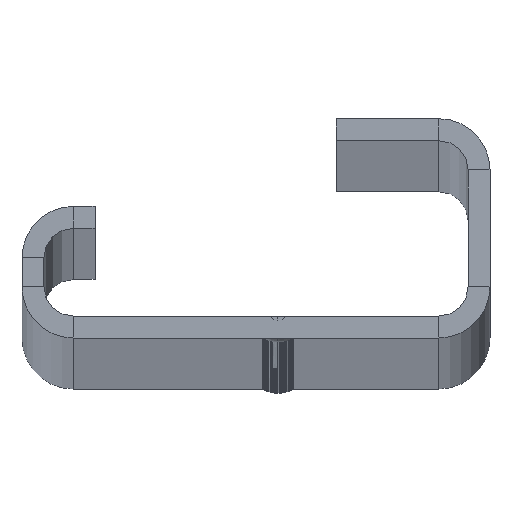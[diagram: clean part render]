
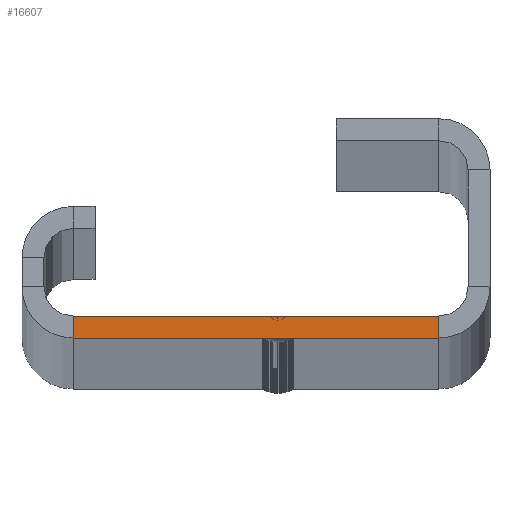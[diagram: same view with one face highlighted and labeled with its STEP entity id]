
A CAD part, top view. The second image highlights one B-rep face of the part: STEP entity #16607.
In plain terms, the highlighted planar face has unit normal (0, 0, 1).
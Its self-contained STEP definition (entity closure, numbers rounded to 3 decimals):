
#137=DIRECTION('',(0.,-1.,0.));
#138=VECTOR('',#137,1.5);
#139=CARTESIAN_POINT('',(2.,0.,0.));
#140=LINE('',#139,#138);
#146=DIRECTION('',(-1.,0.,0.));
#147=VECTOR('',#146,25.);
#148=CARTESIAN_POINT('',(27.,0.,0.));
#149=LINE('',#148,#147);
#150=DIRECTION('',(0.,-1.,0.));
#151=VECTOR('',#150,1.5);
#152=CARTESIAN_POINT('',(27.,0.,0.));
#153=LINE('',#152,#151);
#154=DIRECTION('',(-1.,0.,0.));
#155=VECTOR('',#154,25.);
#156=CARTESIAN_POINT('',(27.,-1.5,0.));
#157=LINE('',#156,#155);
#12610=CARTESIAN_POINT('',(27.,0.,0.));
#12611=VERTEX_POINT('',#12610);
#12612=CARTESIAN_POINT('',(2.,0.,0.));
#12613=VERTEX_POINT('',#12612);
#12642=CARTESIAN_POINT('',(27.,-1.5,0.));
#12643=VERTEX_POINT('',#12642);
#12644=CARTESIAN_POINT('',(2.,-1.5,0.));
#12645=VERTEX_POINT('',#12644);
#16593=CARTESIAN_POINT('',(14.5,-0.75,0.));
#16594=DIRECTION('',(0.,0.,-1.));
#16595=DIRECTION('',(-1.,0.,0.));
#16596=AXIS2_PLACEMENT_3D('',#16593,#16594,#16595);
#16597=PLANE('',#16596);
#16599=ORIENTED_EDGE('',*,*,#16598,.F.);
#16601=ORIENTED_EDGE('',*,*,#16600,.T.);
#16603=ORIENTED_EDGE('',*,*,#16602,.T.);
#16604=ORIENTED_EDGE('',*,*,#16585,.F.);
#16605=EDGE_LOOP('',(#16599,#16601,#16603,#16604));
#16606=FACE_OUTER_BOUND('',#16605,.F.);
#16607=ADVANCED_FACE('',(#16606),#16597,.F.);
#16585=EDGE_CURVE('',#12613,#12645,#140,.T.);
#16598=EDGE_CURVE('',#12611,#12613,#149,.T.);
#16600=EDGE_CURVE('',#12611,#12643,#153,.T.);
#16602=EDGE_CURVE('',#12643,#12645,#157,.T.);
